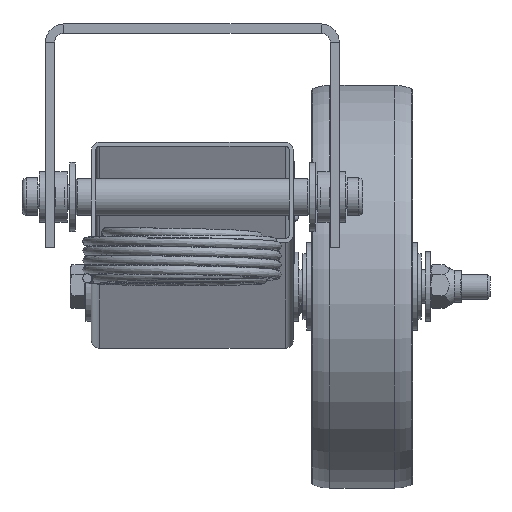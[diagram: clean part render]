
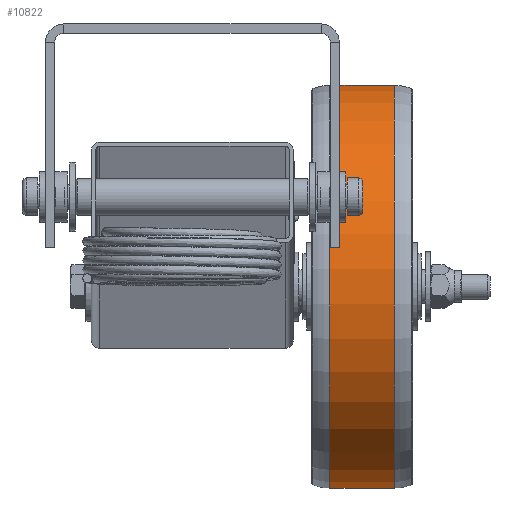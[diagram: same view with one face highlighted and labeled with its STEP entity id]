
A CAD part, top view. The second image highlights one B-rep face of the part: STEP entity #10822.
In plain terms, the highlighted cylindrical face has radius 101.6 mm (diameter 203.2 mm), a full revolution.
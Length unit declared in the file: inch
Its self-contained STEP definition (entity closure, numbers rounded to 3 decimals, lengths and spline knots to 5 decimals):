
#2484=FACE_BOUND('',#3926,.T.);
#3046=FACE_OUTER_BOUND('',#3925,.T.);
#3925=EDGE_LOOP('',(#9160));
#3926=EDGE_LOOP('',(#9161));
#4447=CIRCLE('',#11421,4.);
#4793=CIRCLE('',#12021,4.);
#5208=VERTEX_POINT('',#17151);
#5554=VERTEX_POINT('',#22438);
#6187=EDGE_CURVE('',#5208,#5208,#4447,.T.);
#6821=EDGE_CURVE('',#5554,#5554,#4793,.T.);
#9160=ORIENTED_EDGE('',*,*,#6821,.T.);
#9161=ORIENTED_EDGE('',*,*,#6187,.F.);
#10296=CYLINDRICAL_SURFACE('',#12022,4.);
#10822=ADVANCED_FACE('',(#3046,#2484),#10296,.T.);
#11421=AXIS2_PLACEMENT_3D('',#17152,#13272,#13273);
#12021=AXIS2_PLACEMENT_3D('',#22439,#14664,#14665);
#12022=AXIS2_PLACEMENT_3D('',#22440,#14666,#14667);
#13272=DIRECTION('center_axis',(0.,1.,0.));
#13273=DIRECTION('ref_axis',(1.,0.,0.));
#14664=DIRECTION('center_axis',(0.,1.,0.));
#14665=DIRECTION('ref_axis',(1.,0.,0.));
#14666=DIRECTION('center_axis',(0.,1.,0.));
#14667=DIRECTION('ref_axis',(1.,0.,0.));
#17151=CARTESIAN_POINT('',(-1.,1.73375,-3.));
#17152=CARTESIAN_POINT('Origin',(3.,1.73375,-3.));
#22438=CARTESIAN_POINT('',(7.,0.45375,-3.));
#22439=CARTESIAN_POINT('Origin',(3.,0.45375,-3.));
#22440=CARTESIAN_POINT('Origin',(3.,-0.10943,-3.));
